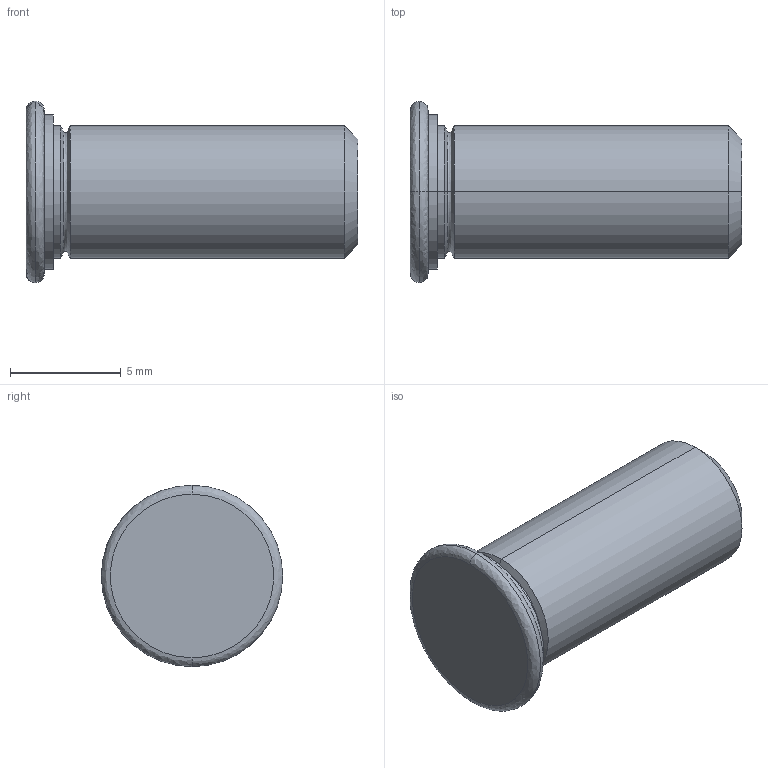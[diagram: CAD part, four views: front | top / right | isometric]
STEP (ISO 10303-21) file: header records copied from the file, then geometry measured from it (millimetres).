
FILE_DESCRIPTION (( 'STEP AP214' ), '1' );
FILE_NAME ('P0000009461.STEP', '2025-11-04T09:22:57', ( 'Microsoft' ), ( 'Microsoft' ), 'SwSTEP 2.0', 'SolidWorks 2025', '' );
FILE_SCHEMA (( 'AUTOMOTIVE_DESIGN' ));
Length unit declared in the file: millimetre
Products named in the file (1): P0000009461
Bounding box: 15 x 8.2 x 8.2 mm (x, y, z)
Volume: 441 mm3; surface area: 385.8 mm2
Topology: 1 solids, 1 shells, 24 faces, 48 edges, 27 vertices
Faces by surface type: cone 8, bspline 6, cylinder 6, plane 4
Entity records: 805 total; most frequent: CARTESIAN_POINT 304, DIRECTION 108, ORIENTED_EDGE 92, AXIS2_PLACEMENT_3D 47, EDGE_CURVE 46, CIRCLE 28, EDGE_LOOP 27, VERTEX_POINT 27
